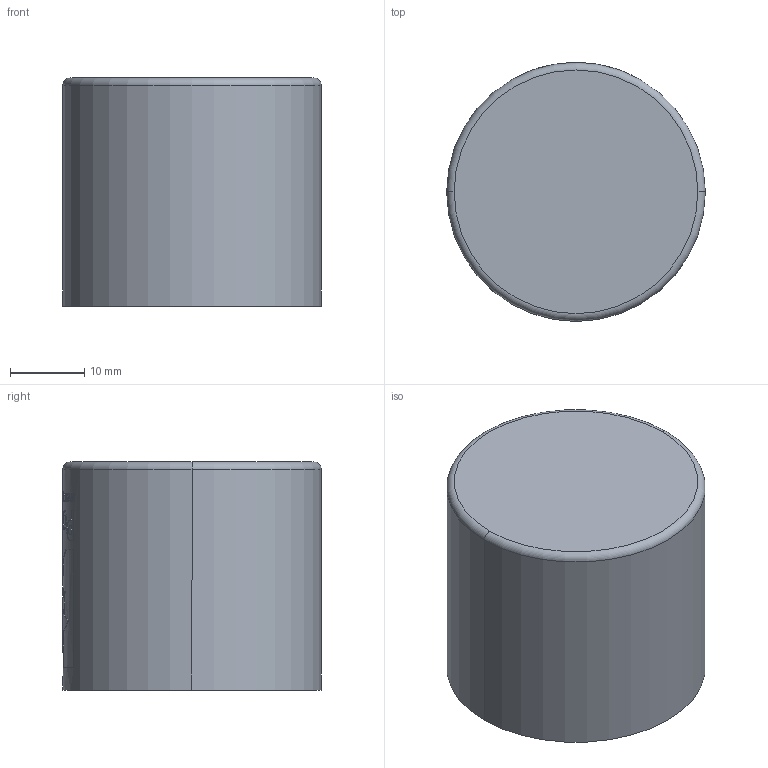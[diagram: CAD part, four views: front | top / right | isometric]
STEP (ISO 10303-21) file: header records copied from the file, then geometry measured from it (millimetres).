
FILE_DESCRIPTION(/* description */ (''),/* implementation_level */ '2;1');
FILE_NAME(/* name */ 'MG37D_Motor.stp',/* time_stamp */ '2020-11-14T16:25:20+01:00',/* author */ (''),/* organization */ (''),/* preprocessor_version */ 'ST-DEVELOPER v16.7',/* originating_system */ 'SIEMENS PLM Software NX 1867',/* authorisation */ '');
FILE_SCHEMA (('AUTOMOTIVE_DESIGN { 1 0 10303 214 3 1 1 1 }'));
Length unit declared in the file: millimetre
Products named in the file (1): 37d-gearmotor-50-70-encoder_step
Bounding box: 34.8 x 34.8 x 30.7 mm (x, y, z)
Volume: 28140.9 mm3; surface area: 5448.1 mm2
Topology: 1 solids, 1 shells, 274 faces, 718 edges, 478 vertices
Faces by surface type: bspline 122, plane 112, cylinder 38, torus 2
Entity records: 22449 total; most frequent: CARTESIAN_POINT 14701, ORIENTED_EDGE 1436, DIRECTION 792, EDGE_CURVE 718, VERTEX_POINT 478, B_SPLINE_CURVE_WITH_KNOTS 366, EDGE_LOOP 306, AXIS2_PLACEMENT_3D 287
